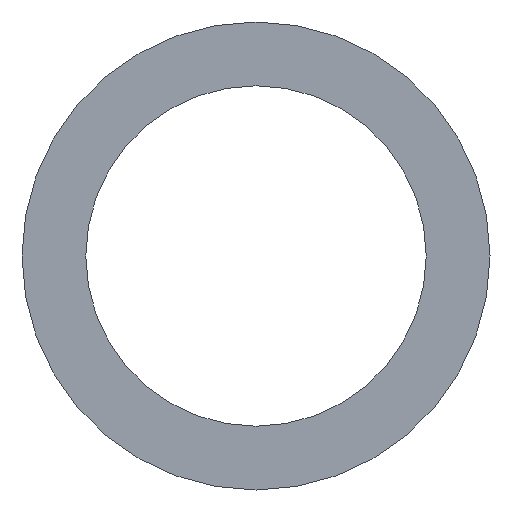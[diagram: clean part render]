
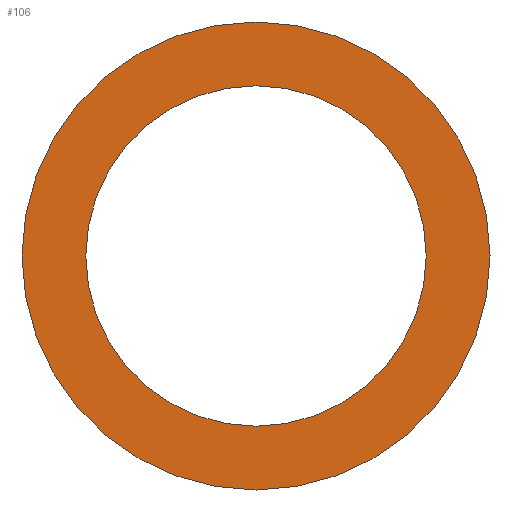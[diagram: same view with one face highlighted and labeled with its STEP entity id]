
A CAD part, left-side view. The second image highlights one B-rep face of the part: STEP entity #106.
In plain terms, the highlighted planar face has unit normal (-1, 0, 0).
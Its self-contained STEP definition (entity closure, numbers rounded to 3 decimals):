
#86 = EDGE_CURVE( '', #158, #164, #202, .T. );
#90 = VERTEX_POINT( '', #206 );
#102 = EDGE_CURVE( '', #152, #90, #220, .T. );
#106 = ADVANCED_FACE( '', ( #224, #225 ), #226, .T. );
#124 = EDGE_CURVE( '', #90, #152, #248, .T. );
#152 = VERTEX_POINT( '', #277 );
#158 = VERTEX_POINT( '', #284 );
#164 = VERTEX_POINT( '', #290 );
#166 = EDGE_CURVE( '', #164, #158, #292, .T. );
#202 = CIRCLE( '', #321, 215. );
#206 = CARTESIAN_POINT( '', ( -255., -156.4, 0. ) );
#220 = CIRCLE( '', #342, 156.4 );
#224 = FACE_BOUND( '', #345, .T. );
#225 = FACE_OUTER_BOUND( '', #346, .T. );
#226 = PLANE( '', #347 );
#248 = CIRCLE( '', #376, 156.4 );
#277 = CARTESIAN_POINT( '', ( -255., 156.4, 0. ) );
#284 = CARTESIAN_POINT( '', ( -255., 215., 0. ) );
#290 = CARTESIAN_POINT( '', ( -255., -215., 0. ) );
#292 = CIRCLE( '', #437, 215. );
#321 = AXIS2_PLACEMENT_3D( '', #469, #470, #471 );
#342 = AXIS2_PLACEMENT_3D( '', #494, #495, #496 );
#345 = EDGE_LOOP( '', ( #499, #500 ) );
#346 = EDGE_LOOP( '', ( #501, #502 ) );
#347 = AXIS2_PLACEMENT_3D( '', #503, #504, #505 );
#376 = AXIS2_PLACEMENT_3D( '', #543, #544, #545 );
#437 = AXIS2_PLACEMENT_3D( '', #575, #576, #577 );
#469 = CARTESIAN_POINT( '', ( -255., 0., 0. ) );
#470 = DIRECTION( '', ( -1., 0., 0. ) );
#471 = DIRECTION( '', ( 0., 1., 0. ) );
#494 = CARTESIAN_POINT( '', ( -255., 0., 0. ) );
#495 = DIRECTION( '', ( -1., 0., 0. ) );
#496 = DIRECTION( '', ( 0., 1., 0. ) );
#499 = ORIENTED_EDGE( '', *, *, #102, .F. );
#500 = ORIENTED_EDGE( '', *, *, #124, .F. );
#501 = ORIENTED_EDGE( '', *, *, #86, .T. );
#502 = ORIENTED_EDGE( '', *, *, #166, .T. );
#503 = CARTESIAN_POINT( '', ( -255., 185.7, 0. ) );
#504 = DIRECTION( '', ( -1., 0., 0. ) );
#505 = DIRECTION( '', ( 0., 1., 0. ) );
#543 = CARTESIAN_POINT( '', ( -255., 0., 0. ) );
#544 = DIRECTION( '', ( -1., 0., 0. ) );
#545 = DIRECTION( '', ( 0., 1., 0. ) );
#575 = CARTESIAN_POINT( '', ( -255., 0., 0. ) );
#576 = DIRECTION( '', ( -1., 0., 0. ) );
#577 = DIRECTION( '', ( 0., 1., 0. ) );
